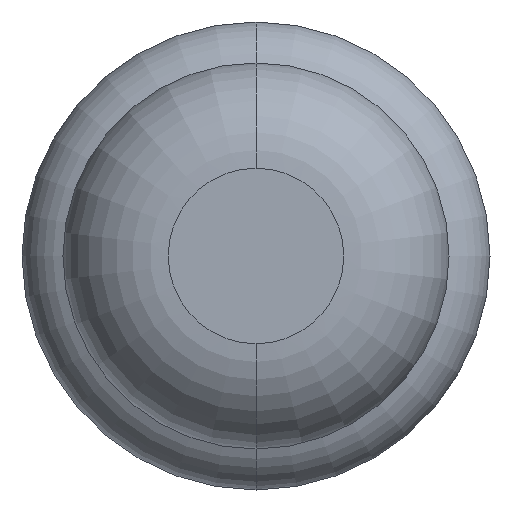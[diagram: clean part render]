
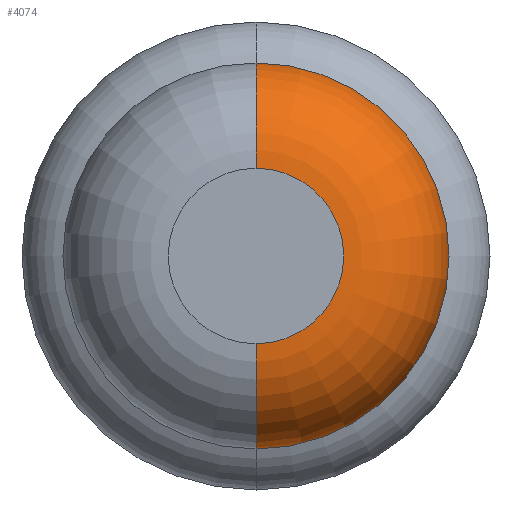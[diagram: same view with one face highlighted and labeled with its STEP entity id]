
A CAD part, front view. The second image highlights one B-rep face of the part: STEP entity #4074.
In plain terms, the highlighted toroidal (fillet/blend) face has major radius 0.375 mm and minor radius 0.45 mm.
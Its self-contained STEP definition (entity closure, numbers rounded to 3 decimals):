
#7 = EDGE_CURVE ( 'Defeature ausgef�hrt1_6+Defeature ausgef�hrt1_5+Defeature ausgef�hrt1_5+Defeature ausgef�hrt1_5', #2831, #1694, #3309, .T. ) ;
#21 = DIRECTION ( 'NONE',  ( 0., 0., 1. ) ) ;
#291 = EDGE_CURVE ( 'Defeature ausgef�hrt1_7+Defeature ausgef�hrt1_6+Defeature ausgef�hrt1_6+Defeature ausgef�hrt1_6', #3615, #897, #1869, .T. ) ;
#313 = CARTESIAN_POINT ( 'NONE',  ( 0., -29.95, 0. ) ) ;
#481 = AXIS2_PLACEMENT_3D ( 'NONE', #4039, #1203, #3382 ) ;
#729 = CIRCLE ( 'NONE', #481, 0.45 ) ;
#739 = ORIENTED_EDGE ( 'NONE', *, *, #3607, .F. ) ;
#744 = CARTESIAN_POINT ( 'NONE',  ( 0., -30.4, 0.375 ) ) ;
#745 = DIRECTION ( 'NONE',  ( 0., 0., 1. ) ) ;
#897 = VERTEX_POINT ( 'NONE', #2004 ) ;
#1028 = CARTESIAN_POINT ( 'NONE',  ( 0., -29.95, 0.825 ) ) ;
#1047 = CARTESIAN_POINT ( 'NONE',  ( 0., -29.95, 0.375 ) ) ;
#1165 = TOROIDAL_SURFACE ( 'NONE', #3847, 0.375, 0.45 ) ;
#1203 = DIRECTION ( 'NONE',  ( 1., 0., 0. ) ) ;
#1359 = DIRECTION ( 'NONE',  ( -1., 0., 0. ) ) ;
#1464 = CIRCLE ( 'NONE', #3564, 0.45 ) ;
#1694 = VERTEX_POINT ( 'NONE', #1744 ) ;
#1744 = CARTESIAN_POINT ( 'NONE',  ( 0., -30.4, -0.375 ) ) ;
#1775 = ORIENTED_EDGE ( 'NONE', *, *, #291, .F. ) ;
#1869 = CIRCLE ( 'NONE', #2695, 0.825 ) ;
#2004 = CARTESIAN_POINT ( 'NONE',  ( 0., -29.95, -0.825 ) ) ;
#2028 = EDGE_CURVE ( 'NONE', #1694, #897, #729, .T. ) ;
#2200 = CARTESIAN_POINT ( 'NONE',  ( 0., -29.95, 0. ) ) ;
#2238 = DIRECTION ( 'NONE',  ( 0., 1., 0. ) ) ;
#2534 = EDGE_LOOP ( 'NONE', ( #3595, #3671, #1775, #739 ) ) ;
#2695 = AXIS2_PLACEMENT_3D ( 'NONE', #2200, #3159, #21 ) ;
#2789 = DIRECTION ( 'NONE',  ( 0., 0., 1. ) ) ;
#2831 = VERTEX_POINT ( 'NONE', #744 ) ;
#3031 = FACE_OUTER_BOUND ( 'NONE', #2534, .T. ) ;
#3159 = DIRECTION ( 'NONE',  ( 0., 1., 0. ) ) ;
#3309 = CIRCLE ( 'NONE', #3485, 0.375 ) ;
#3382 = DIRECTION ( 'NONE',  ( 0., 0., -1. ) ) ;
#3420 = CARTESIAN_POINT ( 'NONE',  ( 0., -30.4, 0. ) ) ;
#3485 = AXIS2_PLACEMENT_3D ( 'NONE', #3420, #3778, #745 ) ;
#3564 = AXIS2_PLACEMENT_3D ( 'NONE', #1047, #1359, #3579 ) ;
#3579 = DIRECTION ( 'NONE',  ( 0., 0., 1. ) ) ;
#3595 = ORIENTED_EDGE ( 'NONE', *, *, #7, .T. ) ;
#3607 = EDGE_CURVE ( 'NONE', #2831, #3615, #1464, .T. ) ;
#3615 = VERTEX_POINT ( 'NONE', #1028 ) ;
#3671 = ORIENTED_EDGE ( 'NONE', *, *, #2028, .T. ) ;
#3778 = DIRECTION ( 'NONE',  ( 0., 1., 0. ) ) ;
#3847 = AXIS2_PLACEMENT_3D ( 'NONE', #313, #2238, #2789 ) ;
#4039 = CARTESIAN_POINT ( 'NONE',  ( 0., -29.95, -0.375 ) ) ;
#4074 = ADVANCED_FACE ( 'Defeature ausgef�hrt1_6', ( #3031 ), #1165, .T. ) ;
